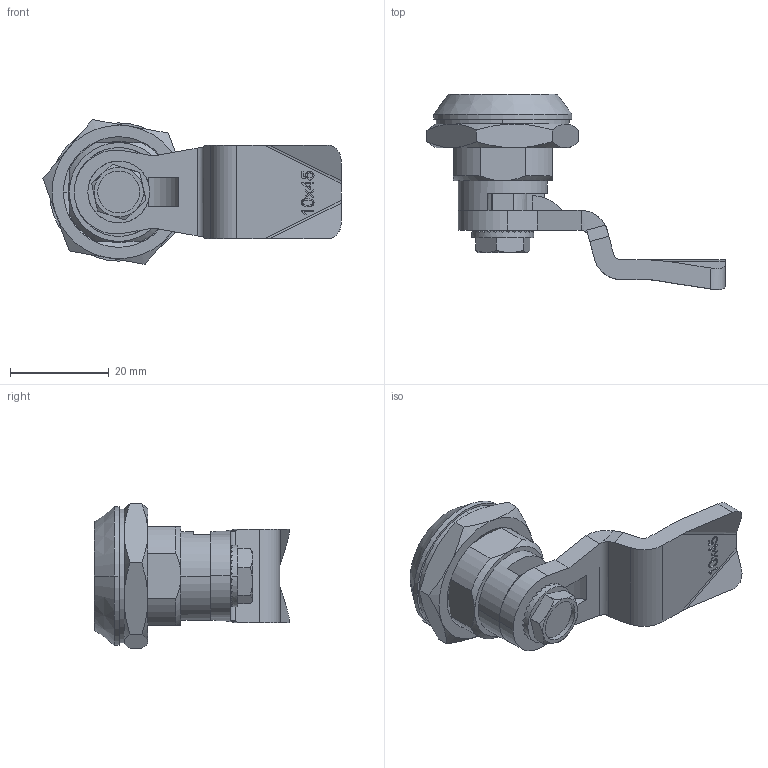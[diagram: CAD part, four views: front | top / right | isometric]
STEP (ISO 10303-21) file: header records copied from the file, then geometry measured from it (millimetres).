
FILE_DESCRIPTION (( 'STEP AP214' ), '1' );
FILE_NAME ('060.4.0.15.47.STEP', '2022-06-28T08:42:21', ( '' ), ( '' ), 'SwSTEP 2.0', 'SolidWorks 2021', '' );
FILE_SCHEMA (( 'AUTOMOTIVE_DESIGN' ));
Length unit declared in the file: millimetre
Products named in the file (6): 20101xxx-5 mm Double Bit_20101xxx - 5 mm Double Bit; TOPLUGÖBEK_5mm DubleBit; 060.4.0.00.00; 47 D尳; 060.4.0.15.47; Toplu Dil_47
Assembly tree (5 placements, depth 3):
  060.4.0.15.47
    060.4.0.00.00
    TOPLUGÖBEK_5mm DubleBit
      20101xxx-5 mm Double Bit_20101xxx - 5 mm Double Bit
    Toplu Dil_47
      47 D尳
Bounding box: 60.35 x 39.5 x 29.3 mm (x, y, z)
Volume: 13479.8 mm3; surface area: 10746 mm2
Topology: 8 solids, 8 shells, 412 faces, 1104 edges, 724 vertices
Faces by surface type: plane 261, cylinder 77, cone 45, bspline 27, torus 2
Entity records: 16432 total; most frequent: CARTESIAN_POINT 3661, ORIENTED_EDGE 2208, DIRECTION 1824, EDGE_CURVE 1104, VERTEX_POINT 724, AXIS2_PLACEMENT_3D 622, VECTOR 580, LINE 580
